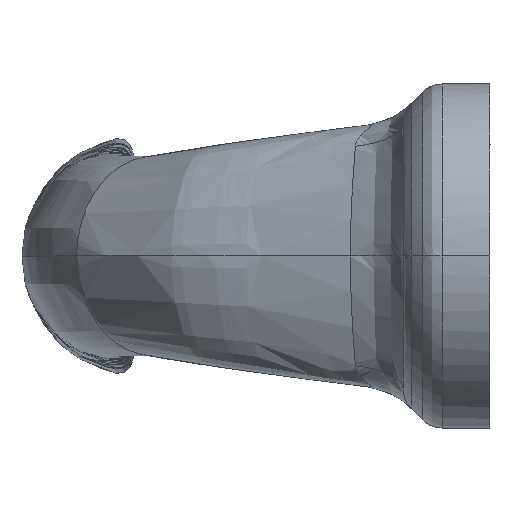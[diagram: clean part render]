
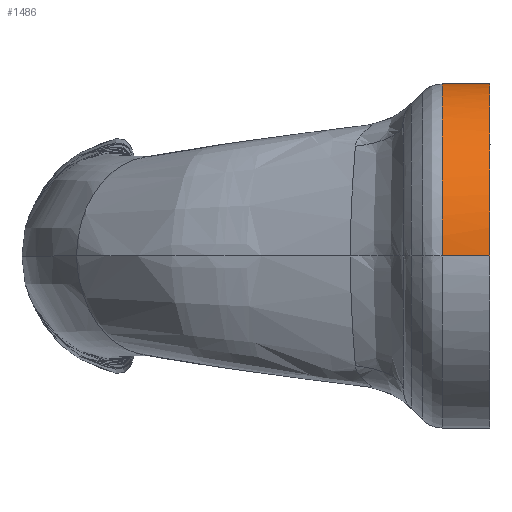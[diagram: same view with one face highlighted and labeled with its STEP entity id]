
A CAD part, left-side view. The second image highlights one B-rep face of the part: STEP entity #1486.
In plain terms, the highlighted free-form (B-spline) face has degree [3, 1] with [12, 2] control points.
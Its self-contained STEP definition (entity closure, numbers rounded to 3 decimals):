
#37=LINE('',#1940,#81);
#38=LINE('',#1941,#82);
#81=VECTOR('',#1627,3.472);
#82=VECTOR('',#1628,3.472);
#125=B_SPLINE_CURVE_WITH_KNOTS('',3,(#1817,#1818,#1819,#1820,#1821,#1822,
#1823,#1824,#1825,#1826,#1827,#1828,#1829,#1830,#1831,#1832,#1833,#1834,
#1835,#1836,#1837,#1838,#1839,#1840,#1841,#1842,#1843,#1844,#1845,#1846,
#1847,#1848,#1849,#1850,#1851,#1852,#1853),.UNSPECIFIED.,.F.,.F.,(4,3,3,
3,3,3,3,3,3,3,3,3,4),(0.,0.001,0.013,0.026,
0.14,0.412,0.646,0.862,
0.938,0.963,0.982,0.988,
1.),.UNSPECIFIED.);
#129=B_SPLINE_CURVE_WITH_KNOTS('',3,(#1931,#1932,#1933,#1934,#1935,#1936,
#1937,#1938,#1939),.UNSPECIFIED.,.F.,.F.,(4,1,1,1,1,1,4),(0.,0.19,
0.381,0.571,0.762,0.889,
1.),.UNSPECIFIED.);
#307=B_SPLINE_SURFACE_WITH_KNOTS('',3,1,((#1905,#1906),(#1907,#1908),(#1909,
#1910),(#1911,#1912),(#1913,#1914),(#1915,#1916),(#1917,#1918),(#1919,#1920),
(#1921,#1922),(#1923,#1924),(#1925,#1926),(#1927,#1928)),.UNSPECIFIED.,
 .F.,.F.,.F.,(4,1,1,1,1,1,3,4),(2,2),(0.,0.19,0.381,
0.571,0.762,0.889,1.,1.006),
(0.,0.419),.UNSPECIFIED.);
#391=FACE_OUTER_BOUND('',#481,.T.);
#481=EDGE_LOOP('',(#1001,#1002,#1003,#1004));
#585=VERTEX_POINT('',#1815);
#586=VERTEX_POINT('',#1816);
#589=VERTEX_POINT('',#1929);
#590=VERTEX_POINT('',#1930);
#750=EDGE_CURVE('',#585,#586,#125,.T.);
#754=EDGE_CURVE('',#589,#590,#129,.T.);
#755=EDGE_CURVE('',#590,#586,#37,.T.);
#756=EDGE_CURVE('',#585,#589,#38,.T.);
#1001=ORIENTED_EDGE('',*,*,#754,.T.);
#1002=ORIENTED_EDGE('',*,*,#755,.T.);
#1003=ORIENTED_EDGE('',*,*,#750,.F.);
#1004=ORIENTED_EDGE('',*,*,#756,.T.);
#1486=ADVANCED_FACE('',(#391),#307,.T.);
#1627=DIRECTION('',(0.,1.,0.));
#1628=DIRECTION('',(0.,-1.,0.));
#1815=CARTESIAN_POINT('',(602.5,-80.528,0.));
#1816=CARTESIAN_POINT('',(615.,-80.528,12.5));
#1817=CARTESIAN_POINT('Ctrl Pts',(602.5,-80.528,0.008));
#1818=CARTESIAN_POINT('Ctrl Pts',(602.5,-80.528,0.012));
#1819=CARTESIAN_POINT('Ctrl Pts',(602.5,-80.528,0.017));
#1820=CARTESIAN_POINT('Ctrl Pts',(602.5,-80.528,0.021));
#1821=CARTESIAN_POINT('Ctrl Pts',(602.5,-80.528,0.103));
#1822=CARTESIAN_POINT('Ctrl Pts',(602.501,-80.528,0.186));
#1823=CARTESIAN_POINT('Ctrl Pts',(602.503,-80.528,0.269));
#1824=CARTESIAN_POINT('Ctrl Pts',(602.505,-80.528,0.352));
#1825=CARTESIAN_POINT('Ctrl Pts',(602.507,-80.528,0.434));
#1826=CARTESIAN_POINT('Ctrl Pts',(602.511,-80.528,0.517));
#1827=CARTESIAN_POINT('Ctrl Pts',(602.541,-80.528,1.261));
#1828=CARTESIAN_POINT('Ctrl Pts',(602.639,-80.528,2.003));
#1829=CARTESIAN_POINT('Ctrl Pts',(602.801,-80.529,2.73));
#1830=CARTESIAN_POINT('Ctrl Pts',(603.19,-80.53,4.466));
#1831=CARTESIAN_POINT('Ctrl Pts',(603.954,-80.532,6.117));
#1832=CARTESIAN_POINT('Ctrl Pts',(605.028,-80.53,7.537));
#1833=CARTESIAN_POINT('Ctrl Pts',(605.952,-80.529,8.759));
#1834=CARTESIAN_POINT('Ctrl Pts',(607.106,-80.525,9.809));
#1835=CARTESIAN_POINT('Ctrl Pts',(608.406,-80.526,10.618));
#1836=CARTESIAN_POINT('Ctrl Pts',(609.6,-80.528,11.361));
#1837=CARTESIAN_POINT('Ctrl Pts',(610.916,-80.534,11.899));
#1838=CARTESIAN_POINT('Ctrl Pts',(612.296,-80.531,12.204));
#1839=CARTESIAN_POINT('Ctrl Pts',(612.783,-80.53,12.312));
#1840=CARTESIAN_POINT('Ctrl Pts',(613.278,-80.527,12.39));
#1841=CARTESIAN_POINT('Ctrl Pts',(613.768,-80.527,12.439));
#1842=CARTESIAN_POINT('Ctrl Pts',(613.933,-80.527,12.455));
#1843=CARTESIAN_POINT('Ctrl Pts',(614.097,-80.527,12.468));
#1844=CARTESIAN_POINT('Ctrl Pts',(614.263,-80.528,12.478));
#1845=CARTESIAN_POINT('Ctrl Pts',(614.385,-80.529,12.485));
#1846=CARTESIAN_POINT('Ctrl Pts',(614.508,-80.529,12.491));
#1847=CARTESIAN_POINT('Ctrl Pts',(614.632,-80.53,12.495));
#1848=CARTESIAN_POINT('Ctrl Pts',(614.673,-80.53,12.496));
#1849=CARTESIAN_POINT('Ctrl Pts',(614.714,-80.53,12.497));
#1850=CARTESIAN_POINT('Ctrl Pts',(614.755,-80.53,12.498));
#1851=CARTESIAN_POINT('Ctrl Pts',(614.837,-80.53,12.499));
#1852=CARTESIAN_POINT('Ctrl Pts',(614.92,-80.529,12.5));
#1853=CARTESIAN_POINT('Ctrl Pts',(615.,-80.529,12.5));
#1905=CARTESIAN_POINT('Ctrl Pts',(602.5,-84.,0.));
#1906=CARTESIAN_POINT('Ctrl Pts',(602.5,-79.807,0.));
#1907=CARTESIAN_POINT('Ctrl Pts',(602.5,-84.,1.247));
#1908=CARTESIAN_POINT('Ctrl Pts',(602.5,-79.807,1.247));
#1909=CARTESIAN_POINT('Ctrl Pts',(602.876,-84.,3.74));
#1910=CARTESIAN_POINT('Ctrl Pts',(602.876,-79.807,3.74));
#1911=CARTESIAN_POINT('Ctrl Pts',(604.517,-84.,7.147));
#1912=CARTESIAN_POINT('Ctrl Pts',(604.517,-79.807,7.147));
#1913=CARTESIAN_POINT('Ctrl Pts',(607.089,-84.,9.919));
#1914=CARTESIAN_POINT('Ctrl Pts',(607.089,-79.807,9.919));
#1915=CARTESIAN_POINT('Ctrl Pts',(610.001,-84.,11.6));
#1916=CARTESIAN_POINT('Ctrl Pts',(610.001,-79.807,11.6));
#1917=CARTESIAN_POINT('Ctrl Pts',(612.714,-84.,12.364));
#1918=CARTESIAN_POINT('Ctrl Pts',(612.714,-79.807,12.364));
#1919=CARTESIAN_POINT('Ctrl Pts',(614.273,-84.,12.5));
#1920=CARTESIAN_POINT('Ctrl Pts',(614.273,-79.807,12.5));
#1921=CARTESIAN_POINT('Ctrl Pts',(615.,-84.,12.5));
#1922=CARTESIAN_POINT('Ctrl Pts',(615.,-79.807,12.5));
#1923=CARTESIAN_POINT('Ctrl Pts',(615.039,-84.,12.5));
#1924=CARTESIAN_POINT('Ctrl Pts',(615.039,-79.807,12.5));
#1925=CARTESIAN_POINT('Ctrl Pts',(615.079,-84.,12.5));
#1926=CARTESIAN_POINT('Ctrl Pts',(615.079,-79.807,12.5));
#1927=CARTESIAN_POINT('Ctrl Pts',(615.118,-84.,12.5));
#1928=CARTESIAN_POINT('Ctrl Pts',(615.118,-79.807,12.5));
#1929=CARTESIAN_POINT('',(602.5,-84.,0.));
#1930=CARTESIAN_POINT('',(615.,-84.,12.5));
#1931=CARTESIAN_POINT('Ctrl Pts',(602.5,-84.,0.));
#1932=CARTESIAN_POINT('Ctrl Pts',(602.5,-84.,1.247));
#1933=CARTESIAN_POINT('Ctrl Pts',(602.876,-84.,3.74));
#1934=CARTESIAN_POINT('Ctrl Pts',(604.517,-84.,7.147));
#1935=CARTESIAN_POINT('Ctrl Pts',(607.089,-84.,9.919));
#1936=CARTESIAN_POINT('Ctrl Pts',(610.001,-84.,11.6));
#1937=CARTESIAN_POINT('Ctrl Pts',(612.714,-84.,12.364));
#1938=CARTESIAN_POINT('Ctrl Pts',(614.273,-84.,12.5));
#1939=CARTESIAN_POINT('Ctrl Pts',(615.,-84.,12.5));
#1940=CARTESIAN_POINT('',(615.,-82.253,12.5));
#1941=CARTESIAN_POINT('',(602.5,-82.253,0.));
